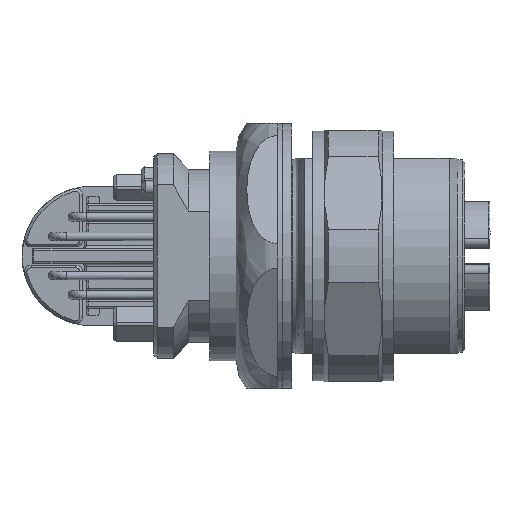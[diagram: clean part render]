
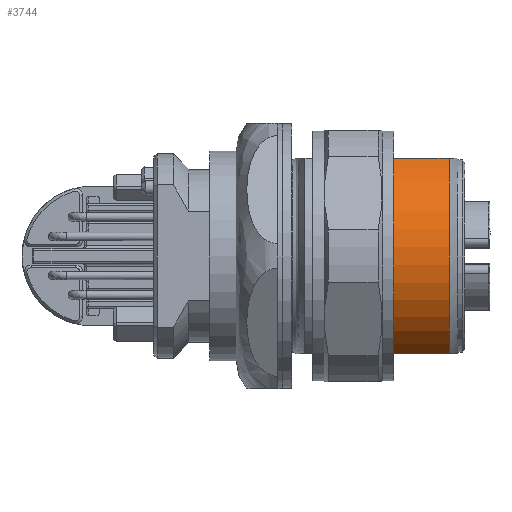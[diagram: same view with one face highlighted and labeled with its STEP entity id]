
A CAD part, front view. The second image highlights one B-rep face of the part: STEP entity #3744.
In plain terms, the highlighted cylindrical face has radius 8 mm (diameter 16 mm), a partial arc.
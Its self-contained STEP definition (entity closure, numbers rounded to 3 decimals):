
#1210=FACE_OUTER_BOUND('',#5122,.T.);
#1712=CYLINDRICAL_SURFACE('',#13239,8.);
#2165=LINE('',#21849,#2956);
#2166=LINE('',#21854,#2957);
#2956=VECTOR('',#15197,1.);
#2957=VECTOR('',#15200,1.);
#3744=ADVANCED_FACE('',(#1210),#1712,.T.);
#5122=EDGE_LOOP('',(#7035,#7036,#7037,#7038));
#7035=ORIENTED_EDGE('',*,*,#11031,.T.);
#7036=ORIENTED_EDGE('',*,*,#11032,.T.);
#7037=ORIENTED_EDGE('',*,*,#11033,.T.);
#7038=ORIENTED_EDGE('',*,*,#11034,.T.);
#9655=VERTEX_POINT('',#21850);
#9656=VERTEX_POINT('',#21851);
#9657=VERTEX_POINT('',#21853);
#9658=VERTEX_POINT('',#21855);
#11031=EDGE_CURVE('',#9655,#9656,#2165,.T.);
#11032=EDGE_CURVE('',#9656,#9657,#12355,.T.);
#11033=EDGE_CURVE('',#9657,#9658,#2166,.T.);
#11034=EDGE_CURVE('',#9658,#9655,#12356,.T.);
#12355=CIRCLE('',#13237,8.);
#12356=CIRCLE('',#13238,8.);
#13237=AXIS2_PLACEMENT_3D('',#21852,#15198,#15199);
#13238=AXIS2_PLACEMENT_3D('',#21856,#15201,#15202);
#13239=AXIS2_PLACEMENT_3D('',#21857,#15203,#15204);
#15197=DIRECTION('',(-1.,0.,0.));
#15198=DIRECTION('',(1.,0.,0.));
#15199=DIRECTION('',(0.,0.329,0.944));
#15200=DIRECTION('',(1.,0.,0.));
#15201=DIRECTION('',(-1.,0.,0.));
#15202=DIRECTION('',(0.,0.,1.));
#15203=DIRECTION('',(1.,0.,0.));
#15204=DIRECTION('',(0.,-1.,0.));
#21849=CARTESIAN_POINT('',(2.4,-3.873,7.));
#21850=CARTESIAN_POINT('',(7.565,-3.873,7.));
#21851=CARTESIAN_POINT('',(3.6,-3.873,7.));
#21852=CARTESIAN_POINT('',(3.6,0.,0.));
#21853=CARTESIAN_POINT('',(3.6,-3.873,-7.));
#21854=CARTESIAN_POINT('',(2.4,-3.873,-7.));
#21855=CARTESIAN_POINT('',(7.565,-3.873,-7.));
#21856=CARTESIAN_POINT('',(7.565,0.,0.));
#21857=CARTESIAN_POINT('',(-4.4,0.,0.));
